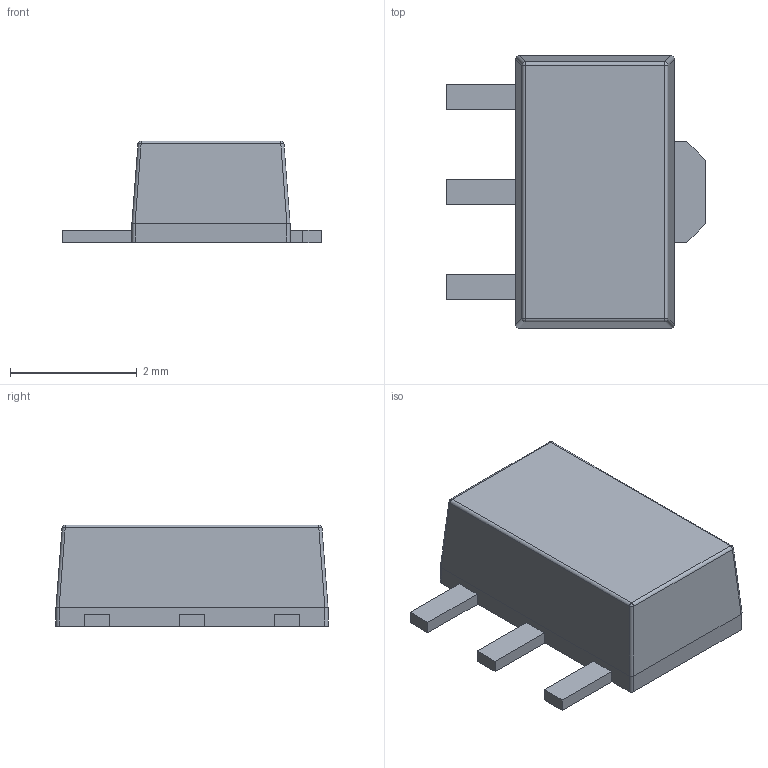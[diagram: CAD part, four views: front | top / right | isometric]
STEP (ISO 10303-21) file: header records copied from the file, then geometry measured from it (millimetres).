
FILE_DESCRIPTION (( 'STEP AP203' ), '1' );
FILE_NAME ('=_[0_1_1_5].STEP', '2022-07-13T09:16:12', ( '' ), ( '' ), 'SwSTEP 2.0', 'SolidWorks 2019', '' );
FILE_SCHEMA (( 'CONFIG_CONTROL_DESIGN' ));
Length unit declared in the file: millimetre
Products named in the file (1): =_[0_1_1_5]
Bounding box: 4.1 x 4.3 x 1.61 mm (x, y, z)
Volume: 16.8 mm3; surface area: 46.8 mm2
Topology: 1 solids, 1 shells, 113 faces, 304 edges, 196 vertices
Faces by surface type: plane 83, bspline 14, cylinder 12, sphere 4
Entity records: 4211 total; most frequent: CARTESIAN_POINT 1420, ORIENTED_EDGE 600, DIRECTION 484, EDGE_CURVE 300, LINE 252, VECTOR 252, VERTEX_POINT 196, EDGE_LOOP 120
